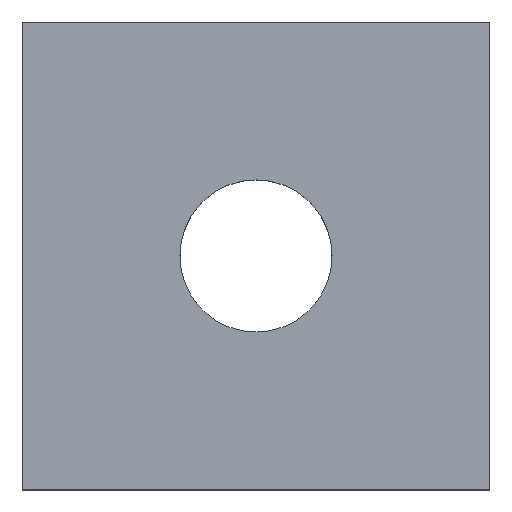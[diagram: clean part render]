
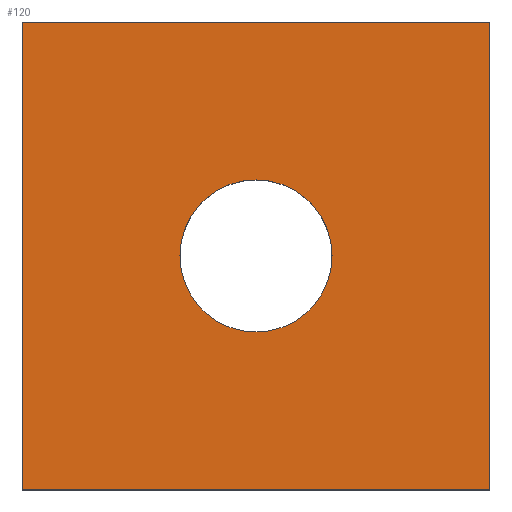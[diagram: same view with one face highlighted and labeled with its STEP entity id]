
A CAD part, top view. The second image highlights one B-rep face of the part: STEP entity #120.
In plain terms, the highlighted planar face has unit normal (0, 0, 1).
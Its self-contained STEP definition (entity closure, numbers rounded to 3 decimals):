
#4 = AXIS2_PLACEMENT_3D ( 'NONE', #255, #204, #146 ) ;
#5 = EDGE_LOOP ( 'NONE', ( #96, #46 ) ) ;
#6 = EDGE_CURVE ( 'NONE', #50, #249, #72, .T. ) ;
#12 = DIRECTION ( 'NONE',  ( 1., 0., 0. ) ) ;
#18 = DIRECTION ( 'NONE',  ( 0., 0., 1. ) ) ;
#28 = LINE ( 'NONE', #105, #189 ) ;
#31 = CARTESIAN_POINT ( 'NONE',  ( 6.5, 0., 4. ) ) ;
#35 = CARTESIAN_POINT ( 'NONE',  ( -20., 20., 4. ) ) ;
#46 = ORIENTED_EDGE ( 'NONE', *, *, #6, .F. ) ;
#48 = ORIENTED_EDGE ( 'NONE', *, *, #52, .T. ) ;
#50 = VERTEX_POINT ( 'NONE', #31 ) ;
#52 = EDGE_CURVE ( 'NONE', #222, #106, #143, .T. ) ;
#53 = CARTESIAN_POINT ( 'NONE',  ( 0., 0., 4. ) ) ;
#57 = ORIENTED_EDGE ( 'NONE', *, *, #209, .T. ) ;
#60 = LINE ( 'NONE', #170, #181 ) ;
#70 = EDGE_LOOP ( 'NONE', ( #124, #82, #57, #48 ) ) ;
#72 = CIRCLE ( 'NONE', #4, 6.5 ) ;
#75 = EDGE_CURVE ( 'NONE', #249, #50, #244, .T. ) ;
#82 = ORIENTED_EDGE ( 'NONE', *, *, #221, .T. ) ;
#96 = ORIENTED_EDGE ( 'NONE', *, *, #75, .F. ) ;
#97 = CARTESIAN_POINT ( 'NONE',  ( 20., -20., 4. ) ) ;
#100 = FACE_OUTER_BOUND ( 'NONE', #70, .T. ) ;
#104 = LINE ( 'NONE', #245, #220 ) ;
#105 = CARTESIAN_POINT ( 'NONE',  ( -20., 20., 4. ) ) ;
#106 = VERTEX_POINT ( 'NONE', #97 ) ;
#112 = DIRECTION ( 'NONE',  ( -1., 0., 0. ) ) ;
#115 = DIRECTION ( 'NONE',  ( 1., 0., 0. ) ) ;
#116 = VERTEX_POINT ( 'NONE', #217 ) ;
#120 = ADVANCED_FACE ( 'NONE', ( #100, #194 ), #134, .F. ) ;
#122 = DIRECTION ( 'NONE',  ( -1., 0., 0. ) ) ;
#124 = ORIENTED_EDGE ( 'NONE', *, *, #230, .T. ) ;
#127 = CARTESIAN_POINT ( 'NONE',  ( -20., -20., 4. ) ) ;
#129 = DIRECTION ( 'NONE',  ( 0., -1., 0. ) ) ;
#132 = VECTOR ( 'NONE', #12, 1000. ) ;
#134 = PLANE ( 'NONE',  #186 ) ;
#135 = DIRECTION ( 'NONE',  ( 0., 0., -1. ) ) ;
#137 = CARTESIAN_POINT ( 'NONE',  ( -6.5, 0., 4. ) ) ;
#143 = LINE ( 'NONE', #127, #132 ) ;
#144 = AXIS2_PLACEMENT_3D ( 'NONE', #53, #18, #115 ) ;
#146 = DIRECTION ( 'NONE',  ( 1., 0., 0. ) ) ;
#170 = CARTESIAN_POINT ( 'NONE',  ( -20., -20., 4. ) ) ;
#181 = VECTOR ( 'NONE', #129, 1000. ) ;
#186 = AXIS2_PLACEMENT_3D ( 'NONE', #257, #135, #112 ) ;
#189 = VECTOR ( 'NONE', #122, 1000. ) ;
#194 = FACE_BOUND ( 'NONE', #5, .T. ) ;
#199 = DIRECTION ( 'NONE',  ( 0., 1., 0. ) ) ;
#204 = DIRECTION ( 'NONE',  ( 0., 0., 1. ) ) ;
#209 = EDGE_CURVE ( 'NONE', #214, #222, #60, .T. ) ;
#214 = VERTEX_POINT ( 'NONE', #35 ) ;
#217 = CARTESIAN_POINT ( 'NONE',  ( 20., 20., 4. ) ) ;
#220 = VECTOR ( 'NONE', #199, 1000. ) ;
#221 = EDGE_CURVE ( 'NONE', #116, #214, #28, .T. ) ;
#222 = VERTEX_POINT ( 'NONE', #258 ) ;
#230 = EDGE_CURVE ( 'NONE', #106, #116, #104, .T. ) ;
#244 = CIRCLE ( 'NONE', #144, 6.5 ) ;
#245 = CARTESIAN_POINT ( 'NONE',  ( 20., -20., 4. ) ) ;
#249 = VERTEX_POINT ( 'NONE', #137 ) ;
#255 = CARTESIAN_POINT ( 'NONE',  ( 0., 0., 4. ) ) ;
#257 = CARTESIAN_POINT ( 'NONE',  ( 0., 0., 4. ) ) ;
#258 = CARTESIAN_POINT ( 'NONE',  ( -20., -20., 4. ) ) ;
